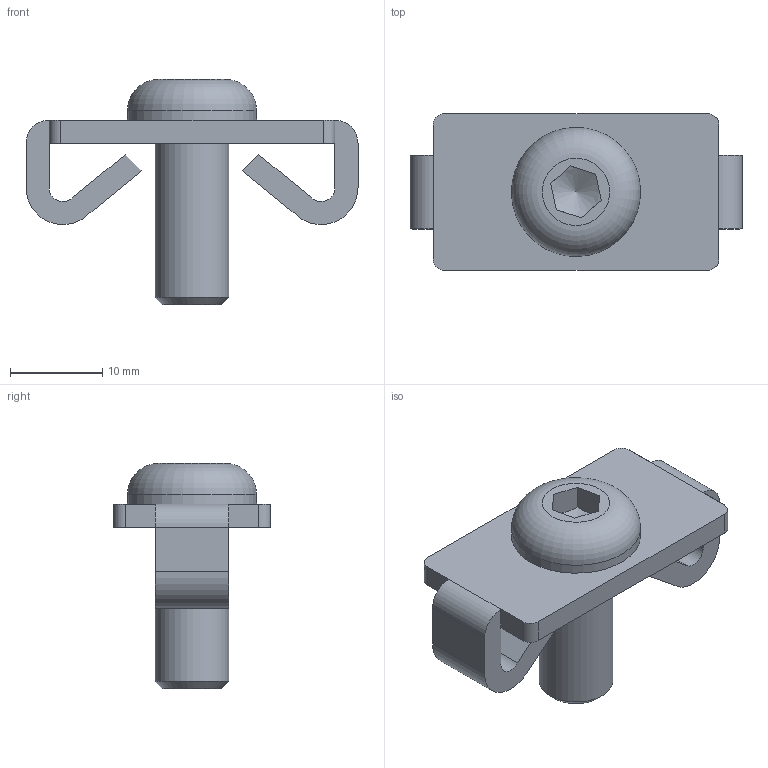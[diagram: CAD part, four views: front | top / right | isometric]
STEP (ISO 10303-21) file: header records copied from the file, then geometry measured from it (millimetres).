
FILE_DESCRIPTION(/* description */ (''),/* implementation_level */ '2;1');
FILE_NAME(/* name */ '11402_KriTec_Standardverbindungssatz_8_verzinkt.stp',/* time_stamp */ '2017-04-05T08:10:33+02:00',/* author */ ('Nell'),/* organization */ (''),/* preprocessor_version */ 'ST-DEVELOPER v16.1',/* originating_system */ 'Autodesk Inventor 2016',/* authorisation */ '');
FILE_SCHEMA (('AUTOMOTIVE_DESIGN { 1 0 10303 214 3 1 1 }'));
Length unit declared in the file: centimetre
Products named in the file (1): 11402_KriTec_Standardverbindungssatz_8_verzinkt
Bounding box: 36 x 17 x 24.4 mm (x, y, z)
Volume: 3508.7 mm3; surface area: 2872.7 mm2
Topology: 1 solids, 1 shells, 48 faces, 127 edges, 83 vertices
Faces by surface type: plane 31, cylinder 13, torus 2, cone 2
Full cylindrical faces by diameter (mm): 8 x1, 8.5 x1, 14 x1
Entity records: 1501 total; most frequent: CARTESIAN_POINT 270, ORIENTED_EDGE 234, DIRECTION 233, EDGE_CURVE 117, VERTEX_POINT 80, LINE 79, VECTOR 79, AXIS2_PLACEMENT_3D 77
